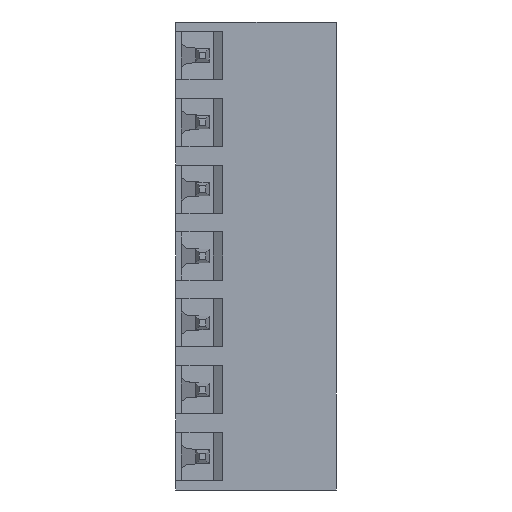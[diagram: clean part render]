
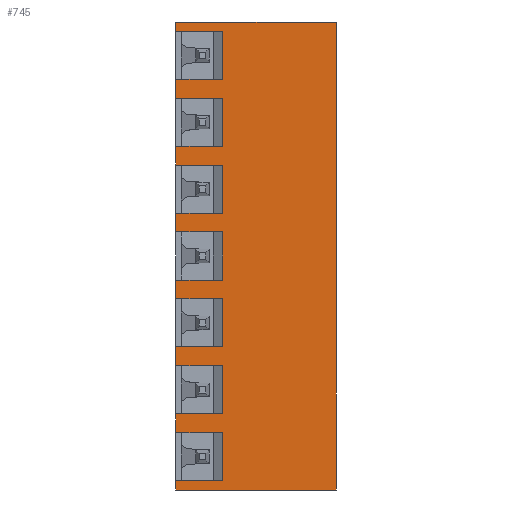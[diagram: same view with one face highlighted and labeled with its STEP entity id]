
A CAD part, front view. The second image highlights one B-rep face of the part: STEP entity #745.
In plain terms, the highlighted planar face has unit normal (0, -1, 0).
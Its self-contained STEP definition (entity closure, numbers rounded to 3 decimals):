
#745 = ADVANCED_FACE('',(#746),#1004,.T.);
#746 = FACE_BOUND('',#747,.T.);
#747 = EDGE_LOOP('',(#748,#758,#766,#774,#782,#790,#798,#806,#814,#822,
    #830,#838,#846,#854,#862,#870,#878,#886,#894,#902,#910,#918,#926,
    #934,#942,#950,#958,#966,#974,#982,#990,#998));
#748 = ORIENTED_EDGE('',*,*,#749,.T.);
#749 = EDGE_CURVE('',#750,#752,#754,.T.);
#750 = VERTEX_POINT('',#751);
#751 = CARTESIAN_POINT('',(11.,3.75,-6.65));
#752 = VERTEX_POINT('',#753);
#753 = CARTESIAN_POINT('',(11.,3.75,28.35));
#754 = LINE('',#755,#756);
#755 = CARTESIAN_POINT('',(11.,3.75,-6.65));
#756 = VECTOR('',#757,1.);
#757 = DIRECTION('',(0.,0.,1.));
#758 = ORIENTED_EDGE('',*,*,#759,.T.);
#759 = EDGE_CURVE('',#752,#760,#762,.T.);
#760 = VERTEX_POINT('',#761);
#761 = CARTESIAN_POINT('',(-1.,3.75,28.35));
#762 = LINE('',#763,#764);
#763 = CARTESIAN_POINT('',(11.,3.75,28.35));
#764 = VECTOR('',#765,1.);
#765 = DIRECTION('',(-1.,0.,0.));
#766 = ORIENTED_EDGE('',*,*,#767,.T.);
#767 = EDGE_CURVE('',#760,#768,#770,.T.);
#768 = VERTEX_POINT('',#769);
#769 = CARTESIAN_POINT('',(-1.,3.75,27.65));
#770 = LINE('',#771,#772);
#771 = CARTESIAN_POINT('',(-1.,3.75,29.05));
#772 = VECTOR('',#773,1.);
#773 = DIRECTION('',(0.,0.,-1.));
#774 = ORIENTED_EDGE('',*,*,#775,.T.);
#775 = EDGE_CURVE('',#768,#776,#778,.T.);
#776 = VERTEX_POINT('',#777);
#777 = CARTESIAN_POINT('',(2.5,3.75,27.65));
#778 = LINE('',#779,#780);
#779 = CARTESIAN_POINT('',(-1.,3.75,27.65));
#780 = VECTOR('',#781,1.);
#781 = DIRECTION('',(1.,0.,0.));
#782 = ORIENTED_EDGE('',*,*,#783,.T.);
#783 = EDGE_CURVE('',#776,#784,#786,.T.);
#784 = VERTEX_POINT('',#785);
#785 = CARTESIAN_POINT('',(2.5,3.75,24.05));
#786 = LINE('',#787,#788);
#787 = CARTESIAN_POINT('',(2.5,3.75,27.65));
#788 = VECTOR('',#789,1.);
#789 = DIRECTION('',(0.,0.,-1.));
#790 = ORIENTED_EDGE('',*,*,#791,.T.);
#791 = EDGE_CURVE('',#784,#792,#794,.T.);
#792 = VERTEX_POINT('',#793);
#793 = CARTESIAN_POINT('',(-1.,3.75,24.05));
#794 = LINE('',#795,#796);
#795 = CARTESIAN_POINT('',(2.5,3.75,24.05));
#796 = VECTOR('',#797,1.);
#797 = DIRECTION('',(-1.,0.,0.));
#798 = ORIENTED_EDGE('',*,*,#799,.T.);
#799 = EDGE_CURVE('',#792,#800,#802,.T.);
#800 = VERTEX_POINT('',#801);
#801 = CARTESIAN_POINT('',(-1.,3.75,22.65));
#802 = LINE('',#803,#804);
#803 = CARTESIAN_POINT('',(-1.,3.75,24.05));
#804 = VECTOR('',#805,1.);
#805 = DIRECTION('',(0.,0.,-1.));
#806 = ORIENTED_EDGE('',*,*,#807,.T.);
#807 = EDGE_CURVE('',#800,#808,#810,.T.);
#808 = VERTEX_POINT('',#809);
#809 = CARTESIAN_POINT('',(2.5,3.75,22.65));
#810 = LINE('',#811,#812);
#811 = CARTESIAN_POINT('',(-1.,3.75,22.65));
#812 = VECTOR('',#813,1.);
#813 = DIRECTION('',(1.,0.,0.));
#814 = ORIENTED_EDGE('',*,*,#815,.T.);
#815 = EDGE_CURVE('',#808,#816,#818,.T.);
#816 = VERTEX_POINT('',#817);
#817 = CARTESIAN_POINT('',(2.5,3.75,19.05));
#818 = LINE('',#819,#820);
#819 = CARTESIAN_POINT('',(2.5,3.75,22.65));
#820 = VECTOR('',#821,1.);
#821 = DIRECTION('',(0.,0.,-1.));
#822 = ORIENTED_EDGE('',*,*,#823,.T.);
#823 = EDGE_CURVE('',#816,#824,#826,.T.);
#824 = VERTEX_POINT('',#825);
#825 = CARTESIAN_POINT('',(-1.,3.75,19.05));
#826 = LINE('',#827,#828);
#827 = CARTESIAN_POINT('',(2.5,3.75,19.05));
#828 = VECTOR('',#829,1.);
#829 = DIRECTION('',(-1.,0.,0.));
#830 = ORIENTED_EDGE('',*,*,#831,.T.);
#831 = EDGE_CURVE('',#824,#832,#834,.T.);
#832 = VERTEX_POINT('',#833);
#833 = CARTESIAN_POINT('',(-1.,3.75,17.65));
#834 = LINE('',#835,#836);
#835 = CARTESIAN_POINT('',(-1.,3.75,19.05));
#836 = VECTOR('',#837,1.);
#837 = DIRECTION('',(0.,0.,-1.));
#838 = ORIENTED_EDGE('',*,*,#839,.T.);
#839 = EDGE_CURVE('',#832,#840,#842,.T.);
#840 = VERTEX_POINT('',#841);
#841 = CARTESIAN_POINT('',(2.5,3.75,17.65));
#842 = LINE('',#843,#844);
#843 = CARTESIAN_POINT('',(-1.,3.75,17.65));
#844 = VECTOR('',#845,1.);
#845 = DIRECTION('',(1.,0.,0.));
#846 = ORIENTED_EDGE('',*,*,#847,.T.);
#847 = EDGE_CURVE('',#840,#848,#850,.T.);
#848 = VERTEX_POINT('',#849);
#849 = CARTESIAN_POINT('',(2.5,3.75,14.05));
#850 = LINE('',#851,#852);
#851 = CARTESIAN_POINT('',(2.5,3.75,17.65));
#852 = VECTOR('',#853,1.);
#853 = DIRECTION('',(0.,0.,-1.));
#854 = ORIENTED_EDGE('',*,*,#855,.T.);
#855 = EDGE_CURVE('',#848,#856,#858,.T.);
#856 = VERTEX_POINT('',#857);
#857 = CARTESIAN_POINT('',(-1.,3.75,14.05));
#858 = LINE('',#859,#860);
#859 = CARTESIAN_POINT('',(2.5,3.75,14.05));
#860 = VECTOR('',#861,1.);
#861 = DIRECTION('',(-1.,0.,0.));
#862 = ORIENTED_EDGE('',*,*,#863,.T.);
#863 = EDGE_CURVE('',#856,#864,#866,.T.);
#864 = VERTEX_POINT('',#865);
#865 = CARTESIAN_POINT('',(-1.,3.75,12.65));
#866 = LINE('',#867,#868);
#867 = CARTESIAN_POINT('',(-1.,3.75,14.05));
#868 = VECTOR('',#869,1.);
#869 = DIRECTION('',(0.,0.,-1.));
#870 = ORIENTED_EDGE('',*,*,#871,.T.);
#871 = EDGE_CURVE('',#864,#872,#874,.T.);
#872 = VERTEX_POINT('',#873);
#873 = CARTESIAN_POINT('',(2.5,3.75,12.65));
#874 = LINE('',#875,#876);
#875 = CARTESIAN_POINT('',(-1.,3.75,12.65));
#876 = VECTOR('',#877,1.);
#877 = DIRECTION('',(1.,0.,0.));
#878 = ORIENTED_EDGE('',*,*,#879,.T.);
#879 = EDGE_CURVE('',#872,#880,#882,.T.);
#880 = VERTEX_POINT('',#881);
#881 = CARTESIAN_POINT('',(2.5,3.75,9.05));
#882 = LINE('',#883,#884);
#883 = CARTESIAN_POINT('',(2.5,3.75,12.65));
#884 = VECTOR('',#885,1.);
#885 = DIRECTION('',(0.,0.,-1.));
#886 = ORIENTED_EDGE('',*,*,#887,.T.);
#887 = EDGE_CURVE('',#880,#888,#890,.T.);
#888 = VERTEX_POINT('',#889);
#889 = CARTESIAN_POINT('',(-1.,3.75,9.05));
#890 = LINE('',#891,#892);
#891 = CARTESIAN_POINT('',(2.5,3.75,9.05));
#892 = VECTOR('',#893,1.);
#893 = DIRECTION('',(-1.,0.,0.));
#894 = ORIENTED_EDGE('',*,*,#895,.T.);
#895 = EDGE_CURVE('',#888,#896,#898,.T.);
#896 = VERTEX_POINT('',#897);
#897 = CARTESIAN_POINT('',(-1.,3.75,7.65));
#898 = LINE('',#899,#900);
#899 = CARTESIAN_POINT('',(-1.,3.75,9.05));
#900 = VECTOR('',#901,1.);
#901 = DIRECTION('',(0.,0.,-1.));
#902 = ORIENTED_EDGE('',*,*,#903,.T.);
#903 = EDGE_CURVE('',#896,#904,#906,.T.);
#904 = VERTEX_POINT('',#905);
#905 = CARTESIAN_POINT('',(2.5,3.75,7.65));
#906 = LINE('',#907,#908);
#907 = CARTESIAN_POINT('',(-1.,3.75,7.65));
#908 = VECTOR('',#909,1.);
#909 = DIRECTION('',(1.,0.,0.));
#910 = ORIENTED_EDGE('',*,*,#911,.T.);
#911 = EDGE_CURVE('',#904,#912,#914,.T.);
#912 = VERTEX_POINT('',#913);
#913 = CARTESIAN_POINT('',(2.5,3.75,4.05));
#914 = LINE('',#915,#916);
#915 = CARTESIAN_POINT('',(2.5,3.75,7.65));
#916 = VECTOR('',#917,1.);
#917 = DIRECTION('',(0.,0.,-1.));
#918 = ORIENTED_EDGE('',*,*,#919,.T.);
#919 = EDGE_CURVE('',#912,#920,#922,.T.);
#920 = VERTEX_POINT('',#921);
#921 = CARTESIAN_POINT('',(-1.,3.75,4.05));
#922 = LINE('',#923,#924);
#923 = CARTESIAN_POINT('',(2.5,3.75,4.05));
#924 = VECTOR('',#925,1.);
#925 = DIRECTION('',(-1.,0.,0.));
#926 = ORIENTED_EDGE('',*,*,#927,.T.);
#927 = EDGE_CURVE('',#920,#928,#930,.T.);
#928 = VERTEX_POINT('',#929);
#929 = CARTESIAN_POINT('',(-1.,3.75,2.65));
#930 = LINE('',#931,#932);
#931 = CARTESIAN_POINT('',(-1.,3.75,4.05));
#932 = VECTOR('',#933,1.);
#933 = DIRECTION('',(0.,0.,-1.));
#934 = ORIENTED_EDGE('',*,*,#935,.T.);
#935 = EDGE_CURVE('',#928,#936,#938,.T.);
#936 = VERTEX_POINT('',#937);
#937 = CARTESIAN_POINT('',(2.5,3.75,2.65));
#938 = LINE('',#939,#940);
#939 = CARTESIAN_POINT('',(-1.,3.75,2.65));
#940 = VECTOR('',#941,1.);
#941 = DIRECTION('',(1.,0.,0.));
#942 = ORIENTED_EDGE('',*,*,#943,.T.);
#943 = EDGE_CURVE('',#936,#944,#946,.T.);
#944 = VERTEX_POINT('',#945);
#945 = CARTESIAN_POINT('',(2.5,3.75,-0.95));
#946 = LINE('',#947,#948);
#947 = CARTESIAN_POINT('',(2.5,3.75,2.65));
#948 = VECTOR('',#949,1.);
#949 = DIRECTION('',(0.,0.,-1.));
#950 = ORIENTED_EDGE('',*,*,#951,.T.);
#951 = EDGE_CURVE('',#944,#952,#954,.T.);
#952 = VERTEX_POINT('',#953);
#953 = CARTESIAN_POINT('',(-1.,3.75,-0.95));
#954 = LINE('',#955,#956);
#955 = CARTESIAN_POINT('',(2.5,3.75,-0.95));
#956 = VECTOR('',#957,1.);
#957 = DIRECTION('',(-1.,0.,0.));
#958 = ORIENTED_EDGE('',*,*,#959,.T.);
#959 = EDGE_CURVE('',#952,#960,#962,.T.);
#960 = VERTEX_POINT('',#961);
#961 = CARTESIAN_POINT('',(-1.,3.75,-2.35));
#962 = LINE('',#963,#964);
#963 = CARTESIAN_POINT('',(-1.,3.75,-0.95));
#964 = VECTOR('',#965,1.);
#965 = DIRECTION('',(0.,0.,-1.));
#966 = ORIENTED_EDGE('',*,*,#967,.T.);
#967 = EDGE_CURVE('',#960,#968,#970,.T.);
#968 = VERTEX_POINT('',#969);
#969 = CARTESIAN_POINT('',(2.5,3.75,-2.35));
#970 = LINE('',#971,#972);
#971 = CARTESIAN_POINT('',(-1.,3.75,-2.35));
#972 = VECTOR('',#973,1.);
#973 = DIRECTION('',(1.,0.,0.));
#974 = ORIENTED_EDGE('',*,*,#975,.T.);
#975 = EDGE_CURVE('',#968,#976,#978,.T.);
#976 = VERTEX_POINT('',#977);
#977 = CARTESIAN_POINT('',(2.5,3.75,-5.95));
#978 = LINE('',#979,#980);
#979 = CARTESIAN_POINT('',(2.5,3.75,-2.35));
#980 = VECTOR('',#981,1.);
#981 = DIRECTION('',(0.,0.,-1.));
#982 = ORIENTED_EDGE('',*,*,#983,.T.);
#983 = EDGE_CURVE('',#976,#984,#986,.T.);
#984 = VERTEX_POINT('',#985);
#985 = CARTESIAN_POINT('',(-1.,3.75,-5.95));
#986 = LINE('',#987,#988);
#987 = CARTESIAN_POINT('',(2.5,3.75,-5.95));
#988 = VECTOR('',#989,1.);
#989 = DIRECTION('',(-1.,0.,0.));
#990 = ORIENTED_EDGE('',*,*,#991,.T.);
#991 = EDGE_CURVE('',#984,#992,#994,.T.);
#992 = VERTEX_POINT('',#993);
#993 = CARTESIAN_POINT('',(-1.,3.75,-6.65));
#994 = LINE('',#995,#996);
#995 = CARTESIAN_POINT('',(-1.,3.75,-5.95));
#996 = VECTOR('',#997,1.);
#997 = DIRECTION('',(0.,0.,-1.));
#998 = ORIENTED_EDGE('',*,*,#999,.F.);
#999 = EDGE_CURVE('',#750,#992,#1000,.T.);
#1000 = LINE('',#1001,#1002);
#1001 = CARTESIAN_POINT('',(11.,3.75,-6.65));
#1002 = VECTOR('',#1003,1.);
#1003 = DIRECTION('',(-1.,0.,0.));
#1004 = PLANE('',#1005);
#1005 = AXIS2_PLACEMENT_3D('',#1006,#1007,#1008);
#1006 = CARTESIAN_POINT('',(11.,3.75,3.35));
#1007 = DIRECTION('',(0.,-1.,0.));
#1008 = DIRECTION('',(-1.,0.,0.));
